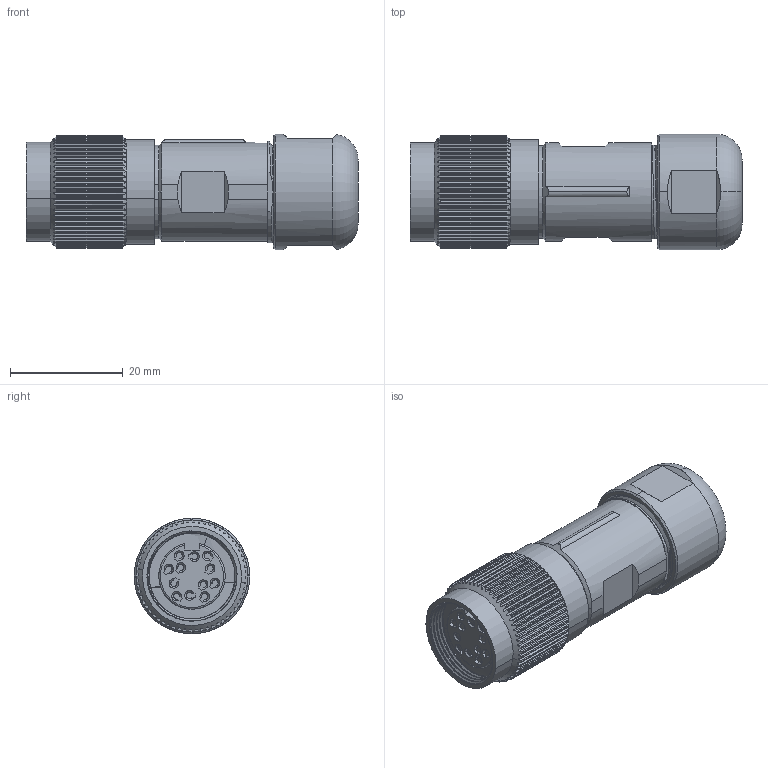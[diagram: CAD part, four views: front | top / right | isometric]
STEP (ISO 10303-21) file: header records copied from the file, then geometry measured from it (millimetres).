
FILE_DESCRIPTION(('HOOPS Exchange Step'),'2;1');
FILE_NAME('export-B7A83986-F2F9-439D-834D-E059E56A30CF.stp','2025-01-02T17:05:35+01:00',('Gebruiker'),('Alibre'),'HOOPS Exchange 2023.0','Alibre','Unknown authorisation');
FILE_SCHEMA( ('AP242_MANAGED_MODEL_BASED_3D_ENGINEERING_MIM_LF {1 0 10303 442 1 1 4 }') );
Length unit declared in the file: millimetre
Products named in the file (1): 7102 300220 - M16 12-pole Straight Female Shielded Connector, cable diameter 8-10.5mm
Bounding box: 58.92 x 20.5 x 20.5 mm (x, y, z)
Surface area: 5927 mm2 (no closed solid volume)
Topology: 0 solids, 578 shells, 647 faces, 3497 edges, 3523 vertices
Faces by surface type: cylinder 352, plane 230, cone 42, bspline 18, torus 5
Entity records: 64481 total; most frequent: CARTESIAN_POINT 40219, DIRECTION 3727, ORIENTED_EDGE 3591, EDGE_CURVE 3497, VERTEX_POINT 3403, VECTOR 1273, LINE 1273, AXIS2_PLACEMENT_3D 1227
